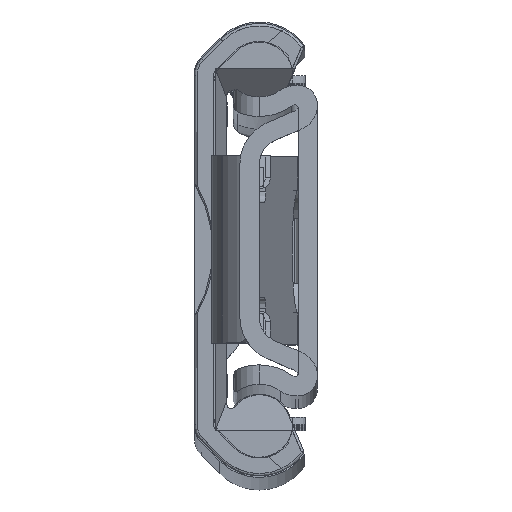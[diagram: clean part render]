
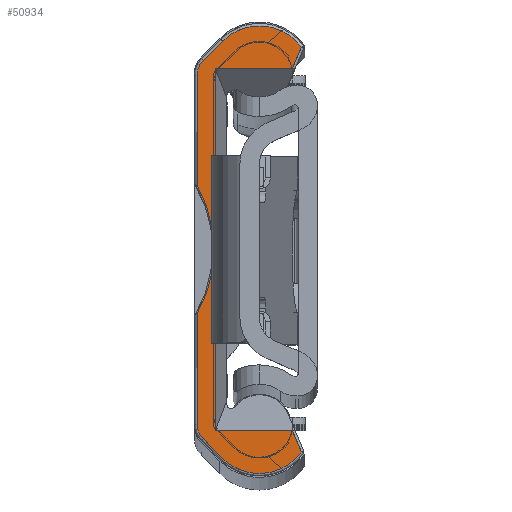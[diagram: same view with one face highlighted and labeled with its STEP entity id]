
A CAD part, top view. The second image highlights one B-rep face of the part: STEP entity #50934.
In plain terms, the highlighted planar face has unit normal (0, 0, 1).
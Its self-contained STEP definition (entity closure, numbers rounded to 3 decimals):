
#1835=PLANE('',#53931);
#2960=CIRCLE('',#53925,10.1);
#2964=CIRCLE('',#53932,1.6);
#2965=CIRCLE('',#53933,4.);
#2966=CIRCLE('',#53934,4.);
#2967=CIRCLE('',#53935,1.6);
#5075=FACE_OUTER_BOUND('',#7816,.T.);
#7816=EDGE_LOOP('',(#33195,#33196,#33197,#33198,#33199,#33200,#33201,#33202,
#33203,#33204,#33205,#33206,#33207,#33208));
#10769=LINE('',#72542,#13821);
#10771=LINE('',#72548,#13823);
#10772=LINE('',#72552,#13824);
#10773=LINE('',#72556,#13825);
#10774=LINE('',#72558,#13826);
#10775=LINE('',#72560,#13827);
#10776=LINE('',#72562,#13828);
#10777=LINE('',#72564,#13829);
#10778=LINE('',#72568,#13830);
#13821=VECTOR('',#59555,10.);
#13823=VECTOR('',#59561,10.);
#13824=VECTOR('',#59564,10.);
#13825=VECTOR('',#59567,10.);
#13826=VECTOR('',#59568,10.);
#13827=VECTOR('',#59569,10.);
#13828=VECTOR('',#59570,10.);
#13829=VECTOR('',#59571,10.);
#13830=VECTOR('',#59574,10.);
#19109=VERTEX_POINT('',#72463);
#19111=VERTEX_POINT('',#72481);
#19114=VERTEX_POINT('',#72541);
#19116=VERTEX_POINT('',#72547);
#19117=VERTEX_POINT('',#72549);
#19118=VERTEX_POINT('',#72551);
#19119=VERTEX_POINT('',#72553);
#19120=VERTEX_POINT('',#72555);
#19121=VERTEX_POINT('',#72557);
#19122=VERTEX_POINT('',#72559);
#19123=VERTEX_POINT('',#72561);
#19124=VERTEX_POINT('',#72563);
#19125=VERTEX_POINT('',#72565);
#19126=VERTEX_POINT('',#72567);
#24560=EDGE_CURVE('',#19111,#19109,#2960,.T.);
#24567=EDGE_CURVE('',#19109,#19114,#10769,.T.);
#24570=EDGE_CURVE('',#19116,#19111,#10771,.T.);
#24571=EDGE_CURVE('',#19117,#19116,#2964,.T.);
#24572=EDGE_CURVE('',#19118,#19117,#10772,.T.);
#24573=EDGE_CURVE('',#19119,#19118,#2965,.T.);
#24574=EDGE_CURVE('',#19120,#19119,#10773,.T.);
#24575=EDGE_CURVE('',#19120,#19121,#10774,.T.);
#24576=EDGE_CURVE('',#19121,#19122,#10775,.T.);
#24577=EDGE_CURVE('',#19122,#19123,#10776,.T.);
#24578=EDGE_CURVE('',#19124,#19123,#10777,.T.);
#24579=EDGE_CURVE('',#19125,#19124,#2966,.T.);
#24580=EDGE_CURVE('',#19126,#19125,#10778,.T.);
#24581=EDGE_CURVE('',#19114,#19126,#2967,.T.);
#33195=ORIENTED_EDGE('',*,*,#24560,.F.);
#33196=ORIENTED_EDGE('',*,*,#24570,.F.);
#33197=ORIENTED_EDGE('',*,*,#24571,.F.);
#33198=ORIENTED_EDGE('',*,*,#24572,.F.);
#33199=ORIENTED_EDGE('',*,*,#24573,.F.);
#33200=ORIENTED_EDGE('',*,*,#24574,.F.);
#33201=ORIENTED_EDGE('',*,*,#24575,.T.);
#33202=ORIENTED_EDGE('',*,*,#24576,.T.);
#33203=ORIENTED_EDGE('',*,*,#24577,.T.);
#33204=ORIENTED_EDGE('',*,*,#24578,.F.);
#33205=ORIENTED_EDGE('',*,*,#24579,.F.);
#33206=ORIENTED_EDGE('',*,*,#24580,.F.);
#33207=ORIENTED_EDGE('',*,*,#24581,.F.);
#33208=ORIENTED_EDGE('',*,*,#24567,.F.);
#50934=ADVANCED_FACE('',(#5075),#1835,.F.);
#53925=AXIS2_PLACEMENT_3D('',#72483,#59543,#59544);
#53931=AXIS2_PLACEMENT_3D('',#72546,#59559,#59560);
#53932=AXIS2_PLACEMENT_3D('',#72550,#59562,#59563);
#53933=AXIS2_PLACEMENT_3D('',#72554,#59565,#59566);
#53934=AXIS2_PLACEMENT_3D('',#72566,#59572,#59573);
#53935=AXIS2_PLACEMENT_3D('',#72569,#59575,#59576);
#59543=DIRECTION('center_axis',(0.,0.,
1.));
#59544=DIRECTION('ref_axis',(1.,0.,0.));
#59555=DIRECTION('',(0.,1.,0.));
#59559=DIRECTION('center_axis',(0.,0.,
-1.));
#59560=DIRECTION('ref_axis',(1.,0.,0.));
#59561=DIRECTION('',(0.,1.,0.));
#59562=DIRECTION('center_axis',(0.,0.,
-1.));
#59563=DIRECTION('ref_axis',(-0.924,-0.383,0.));
#59564=DIRECTION('',(-0.707,0.707,0.));
#59565=DIRECTION('center_axis',(0.,0.,
-1.));
#59566=DIRECTION('ref_axis',(0.082,-0.997,0.));
#59567=DIRECTION('',(0.391,-0.921,0.));
#59568=DIRECTION('',(-1.,0.,0.));
#59569=DIRECTION('',(0.,1.,0.));
#59570=DIRECTION('',(1.,0.,0.));
#59571=DIRECTION('',(-0.391,-0.921,0.));
#59572=DIRECTION('center_axis',(0.,0.,
-1.));
#59573=DIRECTION('ref_axis',(0.082,0.997,0.));
#59574=DIRECTION('',(0.707,0.707,0.));
#59575=DIRECTION('center_axis',(0.,0.,
-1.));
#59576=DIRECTION('ref_axis',(-0.924,0.383,0.));
#72463=CARTESIAN_POINT('',(-4.8,4.957,280.5));
#72481=CARTESIAN_POINT('',(-4.8,-4.957,280.5));
#72483=CARTESIAN_POINT('Origin',(-13.6,0.,280.5));
#72541=CARTESIAN_POINT('',(-4.8,13.494,280.5));
#72542=CARTESIAN_POINT('',(-4.8,11.489,280.5));
#72546=CARTESIAN_POINT('Origin',(-2.302,9.483,280.5));
#72547=CARTESIAN_POINT('',(-4.8,-13.494,280.5));
#72548=CARTESIAN_POINT('',(-4.8,11.489,280.5));
#72549=CARTESIAN_POINT('',(-4.331,-14.625,280.5));
#72550=CARTESIAN_POINT('Origin',(-3.2,-13.494,280.5));
#72551=CARTESIAN_POINT('',(-2.828,-16.128,280.5));
#72552=CARTESIAN_POINT('',(-9.1,-9.857,280.5));
#72553=CARTESIAN_POINT('',(3.252,-15.63,280.5));
#72554=CARTESIAN_POINT('Origin',(0.,-13.3,
280.5));
#72555=CARTESIAN_POINT('',(2.56,-14.,280.5));
#72556=CARTESIAN_POINT('',(-2.302,-2.547,280.5));
#72557=CARTESIAN_POINT('',(-3.4,-14.,280.5));
#72558=CARTESIAN_POINT('',(-2.401,-14.,280.5));
#72559=CARTESIAN_POINT('',(-3.4,14.,280.5));
#72560=CARTESIAN_POINT('',(-3.4,4.742,280.5));
#72561=CARTESIAN_POINT('',(2.56,14.,280.5));
#72562=CARTESIAN_POINT('',(-2.401,14.,280.5));
#72563=CARTESIAN_POINT('',(3.252,15.63,280.5));
#72564=CARTESIAN_POINT('',(1.109,10.582,280.5));
#72565=CARTESIAN_POINT('',(-2.828,16.128,280.5));
#72566=CARTESIAN_POINT('Origin',(0.,13.3,280.5));
#72567=CARTESIAN_POINT('',(-4.331,14.625,280.5));
#72568=CARTESIAN_POINT('',(-4.358,14.599,280.5));
#72569=CARTESIAN_POINT('Origin',(-3.2,13.494,280.5));
